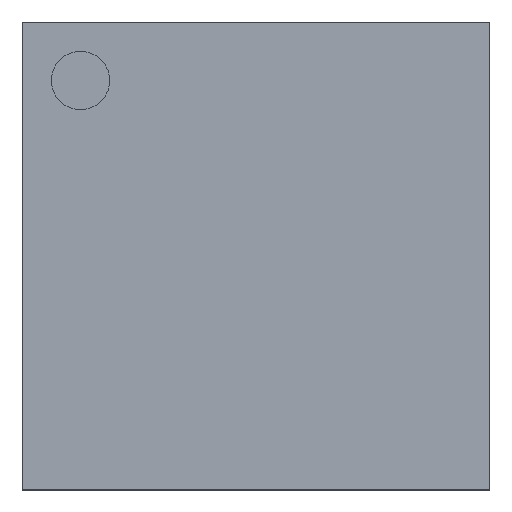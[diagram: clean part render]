
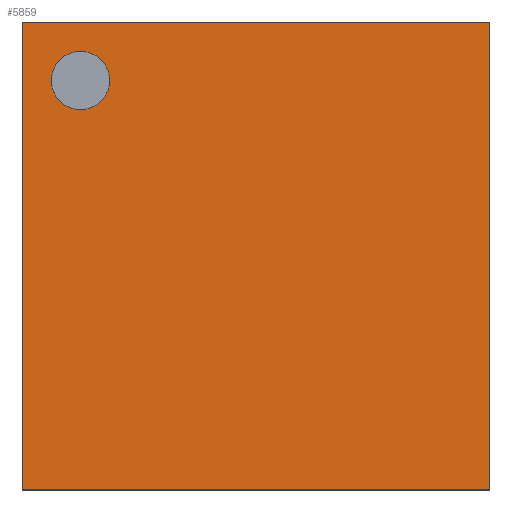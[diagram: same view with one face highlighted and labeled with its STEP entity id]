
A CAD part, top view. The second image highlights one B-rep face of the part: STEP entity #5859.
In plain terms, the highlighted planar face has unit normal (0, 0, 1).
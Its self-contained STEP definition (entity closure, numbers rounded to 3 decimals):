
#5670 = VERTEX_POINT('',#5671);
#5671 = CARTESIAN_POINT('',(-5.2,-5.2,1.17));
#5678 = PLANE('',#5679);
#5679 = AXIS2_PLACEMENT_3D('',#5680,#5681,#5682);
#5680 = CARTESIAN_POINT('',(-5.2,-5.2,0.4));
#5681 = DIRECTION('',(1.,0.,0.));
#5682 = DIRECTION('',(0.,0.,1.));
#5690 = PLANE('',#5691);
#5691 = AXIS2_PLACEMENT_3D('',#5692,#5693,#5694);
#5692 = CARTESIAN_POINT('',(-5.2,-5.2,0.4));
#5693 = DIRECTION('',(0.,1.,0.));
#5694 = DIRECTION('',(0.,0.,1.));
#5731 = VERTEX_POINT('',#5732);
#5732 = CARTESIAN_POINT('',(-5.2,5.2,1.17));
#5746 = PLANE('',#5747);
#5747 = AXIS2_PLACEMENT_3D('',#5748,#5749,#5750);
#5748 = CARTESIAN_POINT('',(-5.2,5.2,0.4));
#5749 = DIRECTION('',(0.,1.,0.));
#5750 = DIRECTION('',(0.,0.,1.));
#5758 = EDGE_CURVE('',#5670,#5731,#5759,.T.);
#5759 = SURFACE_CURVE('',#5760,(#5764,#5771),.PCURVE_S1.);
#5760 = LINE('',#5761,#5762);
#5761 = CARTESIAN_POINT('',(-5.2,-5.2,1.17));
#5762 = VECTOR('',#5763,1.);
#5763 = DIRECTION('',(0.,1.,0.));
#5764 = PCURVE('',#5678,#5765);
#5765 = DEFINITIONAL_REPRESENTATION('',(#5766),#5770);
#5766 = LINE('',#5767,#5768);
#5767 = CARTESIAN_POINT('',(0.77,0.));
#5768 = VECTOR('',#5769,1.);
#5769 = DIRECTION('',(0.,-1.));
#5770 = ( GEOMETRIC_REPRESENTATION_CONTEXT(2) 
PARAMETRIC_REPRESENTATION_CONTEXT() REPRESENTATION_CONTEXT('2D SPACE',''
  ) );
#5771 = PCURVE('',#5772,#5777);
#5772 = PLANE('',#5773);
#5773 = AXIS2_PLACEMENT_3D('',#5774,#5775,#5776);
#5774 = CARTESIAN_POINT('',(-5.2,-5.2,1.17));
#5775 = DIRECTION('',(0.,0.,1.));
#5776 = DIRECTION('',(1.,0.,0.));
#5777 = DEFINITIONAL_REPRESENTATION('',(#5778),#5782);
#5778 = LINE('',#5779,#5780);
#5779 = CARTESIAN_POINT('',(0.,0.));
#5780 = VECTOR('',#5781,1.);
#5781 = DIRECTION('',(0.,1.));
#5782 = ( GEOMETRIC_REPRESENTATION_CONTEXT(2) 
PARAMETRIC_REPRESENTATION_CONTEXT() REPRESENTATION_CONTEXT('2D SPACE',''
  ) );
#5811 = EDGE_CURVE('',#5670,#5812,#5814,.T.);
#5812 = VERTEX_POINT('',#5813);
#5813 = CARTESIAN_POINT('',(5.2,-5.2,1.17));
#5814 = SURFACE_CURVE('',#5815,(#5819,#5826),.PCURVE_S1.);
#5815 = LINE('',#5816,#5817);
#5816 = CARTESIAN_POINT('',(-5.2,-5.2,1.17));
#5817 = VECTOR('',#5818,1.);
#5818 = DIRECTION('',(1.,0.,0.));
#5819 = PCURVE('',#5690,#5820);
#5820 = DEFINITIONAL_REPRESENTATION('',(#5821),#5825);
#5821 = LINE('',#5822,#5823);
#5822 = CARTESIAN_POINT('',(0.77,0.));
#5823 = VECTOR('',#5824,1.);
#5824 = DIRECTION('',(0.,1.));
#5825 = ( GEOMETRIC_REPRESENTATION_CONTEXT(2) 
PARAMETRIC_REPRESENTATION_CONTEXT() REPRESENTATION_CONTEXT('2D SPACE',''
  ) );
#5826 = PCURVE('',#5772,#5827);
#5827 = DEFINITIONAL_REPRESENTATION('',(#5828),#5832);
#5828 = LINE('',#5829,#5830);
#5829 = CARTESIAN_POINT('',(0.,0.));
#5830 = VECTOR('',#5831,1.);
#5831 = DIRECTION('',(1.,0.));
#5832 = ( GEOMETRIC_REPRESENTATION_CONTEXT(2) 
PARAMETRIC_REPRESENTATION_CONTEXT() REPRESENTATION_CONTEXT('2D SPACE',''
  ) );
#5848 = PLANE('',#5849);
#5849 = AXIS2_PLACEMENT_3D('',#5850,#5851,#5852);
#5850 = CARTESIAN_POINT('',(5.2,-5.2,0.4));
#5851 = DIRECTION('',(1.,0.,0.));
#5852 = DIRECTION('',(0.,0.,1.));
#5859 = ADVANCED_FACE('',(#5860,#5908),#5772,.T.);
#5860 = FACE_BOUND('',#5861,.T.);
#5861 = EDGE_LOOP('',(#5862,#5863,#5864,#5887));
#5862 = ORIENTED_EDGE('',*,*,#5758,.F.);
#5863 = ORIENTED_EDGE('',*,*,#5811,.T.);
#5864 = ORIENTED_EDGE('',*,*,#5865,.T.);
#5865 = EDGE_CURVE('',#5812,#5866,#5868,.T.);
#5866 = VERTEX_POINT('',#5867);
#5867 = CARTESIAN_POINT('',(5.2,5.2,1.17));
#5868 = SURFACE_CURVE('',#5869,(#5873,#5880),.PCURVE_S1.);
#5869 = LINE('',#5870,#5871);
#5870 = CARTESIAN_POINT('',(5.2,-5.2,1.17));
#5871 = VECTOR('',#5872,1.);
#5872 = DIRECTION('',(0.,1.,0.));
#5873 = PCURVE('',#5772,#5874);
#5874 = DEFINITIONAL_REPRESENTATION('',(#5875),#5879);
#5875 = LINE('',#5876,#5877);
#5876 = CARTESIAN_POINT('',(10.4,0.));
#5877 = VECTOR('',#5878,1.);
#5878 = DIRECTION('',(0.,1.));
#5879 = ( GEOMETRIC_REPRESENTATION_CONTEXT(2) 
PARAMETRIC_REPRESENTATION_CONTEXT() REPRESENTATION_CONTEXT('2D SPACE',''
  ) );
#5880 = PCURVE('',#5848,#5881);
#5881 = DEFINITIONAL_REPRESENTATION('',(#5882),#5886);
#5882 = LINE('',#5883,#5884);
#5883 = CARTESIAN_POINT('',(0.77,0.));
#5884 = VECTOR('',#5885,1.);
#5885 = DIRECTION('',(0.,-1.));
#5886 = ( GEOMETRIC_REPRESENTATION_CONTEXT(2) 
PARAMETRIC_REPRESENTATION_CONTEXT() REPRESENTATION_CONTEXT('2D SPACE',''
  ) );
#5887 = ORIENTED_EDGE('',*,*,#5888,.F.);
#5888 = EDGE_CURVE('',#5731,#5866,#5889,.T.);
#5889 = SURFACE_CURVE('',#5890,(#5894,#5901),.PCURVE_S1.);
#5890 = LINE('',#5891,#5892);
#5891 = CARTESIAN_POINT('',(-5.2,5.2,1.17));
#5892 = VECTOR('',#5893,1.);
#5893 = DIRECTION('',(1.,0.,0.));
#5894 = PCURVE('',#5772,#5895);
#5895 = DEFINITIONAL_REPRESENTATION('',(#5896),#5900);
#5896 = LINE('',#5897,#5898);
#5897 = CARTESIAN_POINT('',(0.,10.4));
#5898 = VECTOR('',#5899,1.);
#5899 = DIRECTION('',(1.,0.));
#5900 = ( GEOMETRIC_REPRESENTATION_CONTEXT(2) 
PARAMETRIC_REPRESENTATION_CONTEXT() REPRESENTATION_CONTEXT('2D SPACE',''
  ) );
#5901 = PCURVE('',#5746,#5902);
#5902 = DEFINITIONAL_REPRESENTATION('',(#5903),#5907);
#5903 = LINE('',#5904,#5905);
#5904 = CARTESIAN_POINT('',(0.77,0.));
#5905 = VECTOR('',#5906,1.);
#5906 = DIRECTION('',(0.,1.));
#5907 = ( GEOMETRIC_REPRESENTATION_CONTEXT(2) 
PARAMETRIC_REPRESENTATION_CONTEXT() REPRESENTATION_CONTEXT('2D SPACE',''
  ) );
#5908 = FACE_BOUND('',#5909,.T.);
#5909 = EDGE_LOOP('',(#5910));
#5910 = ORIENTED_EDGE('',*,*,#5911,.F.);
#5911 = EDGE_CURVE('',#5912,#5912,#5914,.T.);
#5912 = VERTEX_POINT('',#5913);
#5913 = CARTESIAN_POINT('',(-3.25,3.9,1.17));
#5914 = SURFACE_CURVE('',#5915,(#5920,#5927),.PCURVE_S1.);
#5915 = CIRCLE('',#5916,0.65);
#5916 = AXIS2_PLACEMENT_3D('',#5917,#5918,#5919);
#5917 = CARTESIAN_POINT('',(-3.9,3.9,1.17));
#5918 = DIRECTION('',(0.,0.,1.));
#5919 = DIRECTION('',(1.,0.,0.));
#5920 = PCURVE('',#5772,#5921);
#5921 = DEFINITIONAL_REPRESENTATION('',(#5922),#5926);
#5922 = CIRCLE('',#5923,0.65);
#5923 = AXIS2_PLACEMENT_2D('',#5924,#5925);
#5924 = CARTESIAN_POINT('',(1.3,9.1));
#5925 = DIRECTION('',(1.,0.));
#5926 = ( GEOMETRIC_REPRESENTATION_CONTEXT(2) 
PARAMETRIC_REPRESENTATION_CONTEXT() REPRESENTATION_CONTEXT('2D SPACE',''
  ) );
#5927 = PCURVE('',#5928,#5933);
#5928 = CYLINDRICAL_SURFACE('',#5929,0.65);
#5929 = AXIS2_PLACEMENT_3D('',#5930,#5931,#5932);
#5930 = CARTESIAN_POINT('',(-3.9,3.9,1.053));
#5931 = DIRECTION('',(0.,0.,1.));
#5932 = DIRECTION('',(1.,0.,0.));
#5933 = DEFINITIONAL_REPRESENTATION('',(#5934),#5938);
#5934 = LINE('',#5935,#5936);
#5935 = CARTESIAN_POINT('',(0.,0.117));
#5936 = VECTOR('',#5937,1.);
#5937 = DIRECTION('',(1.,0.));
#5938 = ( GEOMETRIC_REPRESENTATION_CONTEXT(2) 
PARAMETRIC_REPRESENTATION_CONTEXT() REPRESENTATION_CONTEXT('2D SPACE',''
  ) );
